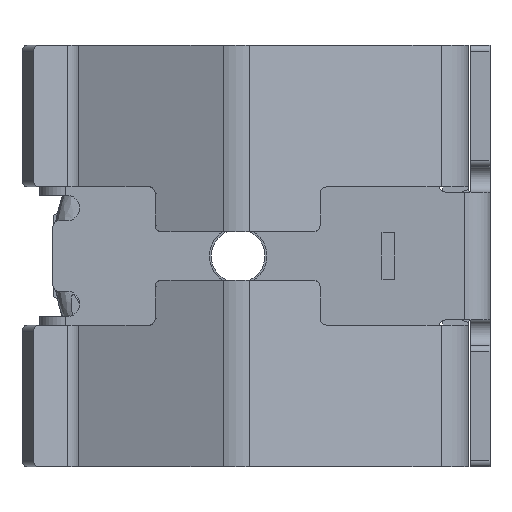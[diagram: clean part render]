
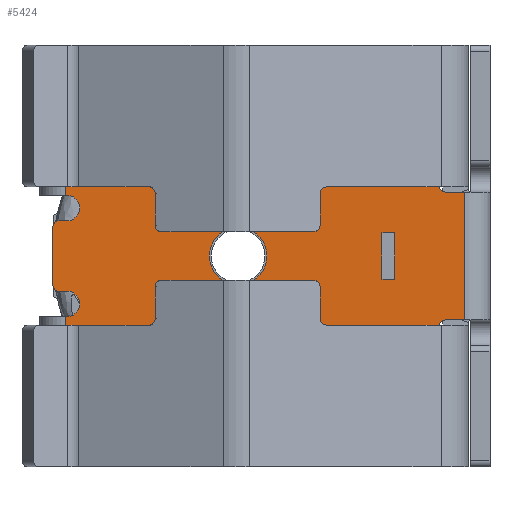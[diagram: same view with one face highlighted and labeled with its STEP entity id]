
A CAD part, front view. The second image highlights one B-rep face of the part: STEP entity #5424.
In plain terms, the highlighted planar face has unit normal (0, -1, 0).
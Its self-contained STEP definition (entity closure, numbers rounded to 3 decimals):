
#4289=CARTESIAN_POINT('',(-14.,0.,2.25));
#4290=DIRECTION('',(0.,-1.,0.));
#4291=DIRECTION('',(0.,0.,1.));
#4292=AXIS2_PLACEMENT_3D('',#4289,#4290,#4291);
#4294=CARTESIAN_POINT('',(-13.4,0.,3.75));
#4295=DIRECTION('',(0.,1.,0.));
#4296=DIRECTION('',(0.,0.,1.));
#4297=AXIS2_PLACEMENT_3D('',#4294,#4295,#4296);
#4299=DIRECTION('',(1.,0.,0.));
#4300=VECTOR('',#4299,0.1);
#4301=CARTESIAN_POINT('',(-13.5,0.,4.75));
#4302=LINE('',#4301,#4300);
#4303=DIRECTION('',(0.,0.,1.));
#4304=VECTOR('',#4303,11.75);
#4305=CARTESIAN_POINT('',(-13.5,0.,4.75));
#4306=LINE('',#4305,#4304);
#4307=CARTESIAN_POINT('',(15.2,0.,16.));
#4308=DIRECTION('',(0.,-1.,0.));
#4309=DIRECTION('',(1.,0.,0.));
#4310=AXIS2_PLACEMENT_3D('',#4307,#4308,#4309);
#4312=CARTESIAN_POINT('',(15.2,0.,-16.));
#4313=DIRECTION('',(0.,-1.,0.));
#4314=DIRECTION('',(0.,0.,-1.));
#4315=AXIS2_PLACEMENT_3D('',#4312,#4313,#4314);
#4317=DIRECTION('',(0.,0.,1.));
#4318=VECTOR('',#4317,11.75);
#4319=CARTESIAN_POINT('',(-13.5,0.,-16.5));
#4320=LINE('',#4319,#4318);
#4321=DIRECTION('',(1.,0.,0.));
#4322=VECTOR('',#4321,0.1);
#4323=CARTESIAN_POINT('',(-13.5,0.,-4.75));
#4324=LINE('',#4323,#4322);
#4325=CARTESIAN_POINT('',(-13.4,0.,-3.75));
#4326=DIRECTION('',(0.,1.,0.));
#4327=DIRECTION('',(0.,0.,1.));
#4328=AXIS2_PLACEMENT_3D('',#4325,#4326,#4327);
#4330=CARTESIAN_POINT('',(-14.,0.,-2.25));
#4331=DIRECTION('',(0.,-1.,0.));
#4332=DIRECTION('',(-1.,0.,0.));
#4333=AXIS2_PLACEMENT_3D('',#4330,#4331,#4332);
#4335=DIRECTION('',(0.,0.,1.));
#4336=VECTOR('',#4335,4.5);
#4337=CARTESIAN_POINT('',(-14.5,0.,-2.25));
#4338=LINE('',#4337,#4336);
#4339=CARTESIAN_POINT('',(0.,0.,0.));
#4340=DIRECTION('',(0.,-1.,0.));
#4341=DIRECTION('',(1.,0.,0.));
#4342=AXIS2_PLACEMENT_3D('',#4339,#4340,#4341);
#4344=CARTESIAN_POINT('',(0.,0.,0.));
#4345=DIRECTION('',(0.,-1.,0.));
#4346=DIRECTION('',(-1.,0.,0.));
#4347=AXIS2_PLACEMENT_3D('',#4344,#4345,#4346);
#4349=DIRECTION('',(0.,0.,-1.));
#4350=VECTOR('',#4349,3.6);
#4351=CARTESIAN_POINT('',(11.25,0.,1.8));
#4352=LINE('',#4351,#4350);
#4353=DIRECTION('',(1.,0.,0.));
#4354=VECTOR('',#4353,1.);
#4355=CARTESIAN_POINT('',(11.25,0.,-1.8));
#4356=LINE('',#4355,#4354);
#4357=DIRECTION('',(0.,0.,1.));
#4358=VECTOR('',#4357,3.6);
#4359=CARTESIAN_POINT('',(12.25,0.,-1.8));
#4360=LINE('',#4359,#4358);
#4361=DIRECTION('',(-1.,0.,0.));
#4362=VECTOR('',#4361,1.);
#4363=CARTESIAN_POINT('',(12.25,0.,1.8));
#4364=LINE('',#4363,#4362);
#4365=DIRECTION('',(-1.,0.,0.));
#4366=VECTOR('',#4365,0.6);
#4367=CARTESIAN_POINT('',(-13.4,0.,2.75));
#4368=LINE('',#4367,#4366);
#4385=DIRECTION('',(1.,0.,0.));
#4386=VECTOR('',#4385,28.7);
#4387=CARTESIAN_POINT('',(-13.5,0.,16.5));
#4388=LINE('',#4387,#4386);
#4401=DIRECTION('',(0.,0.,1.));
#4402=VECTOR('',#4401,10.5);
#4403=CARTESIAN_POINT('',(15.7,0.,5.5));
#4404=LINE('',#4403,#4402);
#4413=CARTESIAN_POINT('',(16.2,0.,5.5));
#4414=DIRECTION('',(0.,1.,0.));
#4415=DIRECTION('',(0.,0.,-1.));
#4416=AXIS2_PLACEMENT_3D('',#4413,#4414,#4415);
#4427=DIRECTION('',(1.,0.,0.));
#4428=VECTOR('',#4427,1.5);
#4429=CARTESIAN_POINT('',(16.2,0.,5.));
#4430=LINE('',#4429,#4428);
#4453=DIRECTION('',(0.,0.,1.));
#4454=VECTOR('',#4453,10.);
#4455=CARTESIAN_POINT('',(17.7,0.,-5.));
#4456=LINE('',#4455,#4454);
#4679=DIRECTION('',(1.,0.,0.));
#4680=VECTOR('',#4679,1.5);
#4681=CARTESIAN_POINT('',(16.2,0.,-5.));
#4682=LINE('',#4681,#4680);
#4691=CARTESIAN_POINT('',(16.2,0.,-5.5));
#4692=DIRECTION('',(0.,1.,0.));
#4693=DIRECTION('',(-1.,0.,0.));
#4694=AXIS2_PLACEMENT_3D('',#4691,#4692,#4693);
#4705=DIRECTION('',(0.,0.,1.));
#4706=VECTOR('',#4705,10.5);
#4707=CARTESIAN_POINT('',(15.7,0.,-16.));
#4708=LINE('',#4707,#4706);
#4721=DIRECTION('',(1.,0.,0.));
#4722=VECTOR('',#4721,28.7);
#4723=CARTESIAN_POINT('',(-13.5,0.,-16.5));
#4724=LINE('',#4723,#4722);
#4841=DIRECTION('',(1.,0.,0.));
#4842=VECTOR('',#4841,0.6);
#4843=CARTESIAN_POINT('',(-14.,0.,-2.75));
#4844=LINE('',#4843,#4842);
#4909=CARTESIAN_POINT('',(-13.5,0.,16.5));
#4910=CARTESIAN_POINT('',(15.2,0.,16.5));
#4911=VERTEX_POINT('',#4909);
#4912=VERTEX_POINT('',#4910);
#4913=CARTESIAN_POINT('',(15.7,0.,16.));
#4914=VERTEX_POINT('',#4913);
#4915=CARTESIAN_POINT('',(15.7,0.,5.5));
#4916=VERTEX_POINT('',#4915);
#4917=CARTESIAN_POINT('',(16.2,0.,5.));
#4918=VERTEX_POINT('',#4917);
#4919=CARTESIAN_POINT('',(17.7,0.,5.));
#4920=VERTEX_POINT('',#4919);
#4921=CARTESIAN_POINT('',(17.7,0.,-5.));
#4922=VERTEX_POINT('',#4921);
#4923=CARTESIAN_POINT('',(16.2,0.,-5.));
#4924=VERTEX_POINT('',#4923);
#4925=CARTESIAN_POINT('',(15.7,0.,-5.5));
#4926=VERTEX_POINT('',#4925);
#4927=CARTESIAN_POINT('',(15.7,0.,-16.));
#4928=VERTEX_POINT('',#4927);
#4929=CARTESIAN_POINT('',(15.2,0.,-16.5));
#4930=VERTEX_POINT('',#4929);
#4931=CARTESIAN_POINT('',(-13.5,0.,-16.5));
#4932=VERTEX_POINT('',#4931);
#4933=CARTESIAN_POINT('',(2.25,0.,0.));
#4934=CARTESIAN_POINT('',(-2.25,0.,0.));
#4935=VERTEX_POINT('',#4933);
#4936=VERTEX_POINT('',#4934);
#5061=CARTESIAN_POINT('',(11.25,0.,1.8));
#5062=CARTESIAN_POINT('',(11.25,0.,-1.8));
#5063=VERTEX_POINT('',#5061);
#5064=VERTEX_POINT('',#5062);
#5065=CARTESIAN_POINT('',(12.25,0.,-1.8));
#5066=VERTEX_POINT('',#5065);
#5067=CARTESIAN_POINT('',(12.25,0.,1.8));
#5068=VERTEX_POINT('',#5067);
#5069=CARTESIAN_POINT('',(-13.5,0.,-4.75));
#5070=VERTEX_POINT('',#5069);
#5071=CARTESIAN_POINT('',(-13.5,0.,4.75));
#5072=VERTEX_POINT('',#5071);
#5077=CARTESIAN_POINT('',(-13.4,0.,-4.75));
#5078=VERTEX_POINT('',#5077);
#5079=CARTESIAN_POINT('',(-13.4,0.,-2.75));
#5080=VERTEX_POINT('',#5079);
#5081=CARTESIAN_POINT('',(-13.4,0.,4.75));
#5082=CARTESIAN_POINT('',(-13.4,0.,2.75));
#5083=VERTEX_POINT('',#5081);
#5084=VERTEX_POINT('',#5082);
#5097=CARTESIAN_POINT('',(-14.,0.,2.75));
#5098=CARTESIAN_POINT('',(-14.5,0.,2.25));
#5099=VERTEX_POINT('',#5097);
#5100=VERTEX_POINT('',#5098);
#5101=CARTESIAN_POINT('',(-14.,0.,-2.75));
#5102=VERTEX_POINT('',#5101);
#5103=CARTESIAN_POINT('',(-14.5,0.,-2.25));
#5104=VERTEX_POINT('',#5103);
#5359=CARTESIAN_POINT('',(-13.5,0.,-16.5));
#5360=DIRECTION('',(0.,-1.,0.));
#5361=DIRECTION('',(1.,0.,0.));
#5362=AXIS2_PLACEMENT_3D('',#5359,#5360,#5361);
#5363=PLANE('',#5362);
#5364=ORIENTED_EDGE('',*,*,#5349,.F.);
#5366=ORIENTED_EDGE('',*,*,#5365,.F.);
#5368=ORIENTED_EDGE('',*,*,#5367,.F.);
#5370=ORIENTED_EDGE('',*,*,#5369,.F.);
#5371=ORIENTED_EDGE('',*,*,#5198,.T.);
#5373=ORIENTED_EDGE('',*,*,#5372,.T.);
#5375=ORIENTED_EDGE('',*,*,#5374,.F.);
#5377=ORIENTED_EDGE('',*,*,#5376,.F.);
#5379=ORIENTED_EDGE('',*,*,#5378,.F.);
#5381=ORIENTED_EDGE('',*,*,#5380,.T.);
#5383=ORIENTED_EDGE('',*,*,#5382,.F.);
#5385=ORIENTED_EDGE('',*,*,#5384,.F.);
#5387=ORIENTED_EDGE('',*,*,#5386,.F.);
#5389=ORIENTED_EDGE('',*,*,#5388,.F.);
#5391=ORIENTED_EDGE('',*,*,#5390,.F.);
#5393=ORIENTED_EDGE('',*,*,#5392,.F.);
#5395=ORIENTED_EDGE('',*,*,#5394,.T.);
#5397=ORIENTED_EDGE('',*,*,#5396,.T.);
#5399=ORIENTED_EDGE('',*,*,#5398,.F.);
#5401=ORIENTED_EDGE('',*,*,#5400,.F.);
#5403=ORIENTED_EDGE('',*,*,#5402,.F.);
#5405=ORIENTED_EDGE('',*,*,#5404,.T.);
#5406=EDGE_LOOP('',(#5364,#5366,#5368,#5370,#5371,#5373,#5375,#5377,#5379,#5381,
#5383,#5385,#5387,#5389,#5391,#5393,#5395,#5397,#5399,#5401,#5403,#5405));
#5407=FACE_OUTER_BOUND('',#5406,.F.);
#5409=ORIENTED_EDGE('',*,*,#5408,.T.);
#5411=ORIENTED_EDGE('',*,*,#5410,.T.);
#5412=EDGE_LOOP('',(#5409,#5411));
#5413=FACE_BOUND('',#5412,.F.);
#5415=ORIENTED_EDGE('',*,*,#5414,.T.);
#5417=ORIENTED_EDGE('',*,*,#5416,.T.);
#5419=ORIENTED_EDGE('',*,*,#5418,.T.);
#5421=ORIENTED_EDGE('',*,*,#5420,.T.);
#5422=EDGE_LOOP('',(#5415,#5417,#5419,#5421));
#5423=FACE_BOUND('',#5422,.F.);
#5424=ADVANCED_FACE('',(#5407,#5413,#5423),#5363,.T.);
#4293=CIRCLE('',#4292,0.5);
#4298=CIRCLE('',#4297,1.);
#4311=CIRCLE('',#4310,0.5);
#4316=CIRCLE('',#4315,0.5);
#4329=CIRCLE('',#4328,1.);
#4334=CIRCLE('',#4333,0.5);
#4343=CIRCLE('',#4342,2.25);
#4348=CIRCLE('',#4347,2.25);
#4417=CIRCLE('',#4416,0.5);
#4695=CIRCLE('',#4694,0.5);
#5198=EDGE_CURVE('',#5072,#4911,#4306,.T.);
#5349=EDGE_CURVE('',#5099,#5100,#4293,.T.);
#5365=EDGE_CURVE('',#5084,#5099,#4368,.T.);
#5367=EDGE_CURVE('',#5083,#5084,#4298,.T.);
#5369=EDGE_CURVE('',#5072,#5083,#4302,.T.);
#5372=EDGE_CURVE('',#4911,#4912,#4388,.T.);
#5374=EDGE_CURVE('',#4914,#4912,#4311,.T.);
#5376=EDGE_CURVE('',#4916,#4914,#4404,.T.);
#5378=EDGE_CURVE('',#4918,#4916,#4417,.T.);
#5380=EDGE_CURVE('',#4918,#4920,#4430,.T.);
#5382=EDGE_CURVE('',#4922,#4920,#4456,.T.);
#5384=EDGE_CURVE('',#4924,#4922,#4682,.T.);
#5386=EDGE_CURVE('',#4926,#4924,#4695,.T.);
#5388=EDGE_CURVE('',#4928,#4926,#4708,.T.);
#5390=EDGE_CURVE('',#4930,#4928,#4316,.T.);
#5392=EDGE_CURVE('',#4932,#4930,#4724,.T.);
#5394=EDGE_CURVE('',#4932,#5070,#4320,.T.);
#5396=EDGE_CURVE('',#5070,#5078,#4324,.T.);
#5398=EDGE_CURVE('',#5080,#5078,#4329,.T.);
#5400=EDGE_CURVE('',#5102,#5080,#4844,.T.);
#5402=EDGE_CURVE('',#5104,#5102,#4334,.T.);
#5404=EDGE_CURVE('',#5104,#5100,#4338,.T.);
#5408=EDGE_CURVE('',#4935,#4936,#4343,.T.);
#5410=EDGE_CURVE('',#4936,#4935,#4348,.T.);
#5414=EDGE_CURVE('',#5063,#5064,#4352,.T.);
#5416=EDGE_CURVE('',#5064,#5066,#4356,.T.);
#5418=EDGE_CURVE('',#5066,#5068,#4360,.T.);
#5420=EDGE_CURVE('',#5068,#5063,#4364,.T.);
